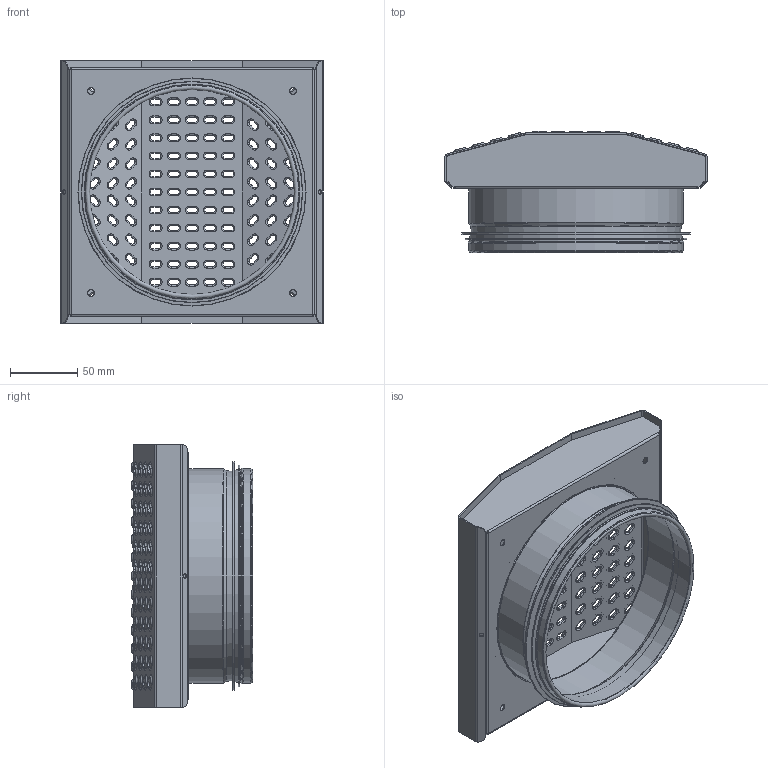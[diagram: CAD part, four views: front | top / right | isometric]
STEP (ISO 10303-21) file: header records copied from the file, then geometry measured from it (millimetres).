
FILE_DESCRIPTION(/* description */ ('Bakstycke HVDI/O'),/* implementation_level */ '2;1');
FILE_NAME(/* name */ 'HVDO-03.stp',/* time_stamp */ '2016-01-28T15:08:45+01:00',/* author */ ('John'),/* organization */ (''),/* preprocessor_version */ 'ST-DEVELOPER v15.6',/* originating_system */ 'Autodesk Inventor 2015',/* authorisation */ '');
FILE_SCHEMA (('AUTOMOTIVE_DESIGN { 1 0 10303 214 3 1 1 }'));
Products named in the file (7): HVD-AA-03; ARFT ämne-05; 999005; CÖ10005; HVD-AB-03; HVDO-AA-04; HVDO-03
Assembly tree (6 placements, depth 4):
  HVDO-03
    HVD-AB-03
      HVD-AA-03
      CÖ10005
        ARFT ämne-05
        999005
    HVDO-AA-04
Bounding box: 194.77 x 90.02 x 195 mm (x, y, z)
Volume: 103703.6 mm3; surface area: 244759.5 mm2
Topology: 4 solids, 4 shells, 2263 faces, 5534 edges, 3444 vertices
Faces by surface type: cylinder 1028, torus 654, plane 575, cone 6
Full cylindrical faces by diameter (mm): 3.3 x2, 5 x4, 155.4 x1, 158 x5, 159 x2, 162 x1, 164.4 x1, 169.4 x1, 172 x1
Entity records: 67765 total; most frequent: DIRECTION 13080, CARTESIAN_POINT 11206, ORIENTED_EDGE 10986, EDGE_CURVE 5493, AXIS2_PLACEMENT_3D 5311, VERTEX_POINT 3437, CIRCLE 3035, EDGE_LOOP 2802
